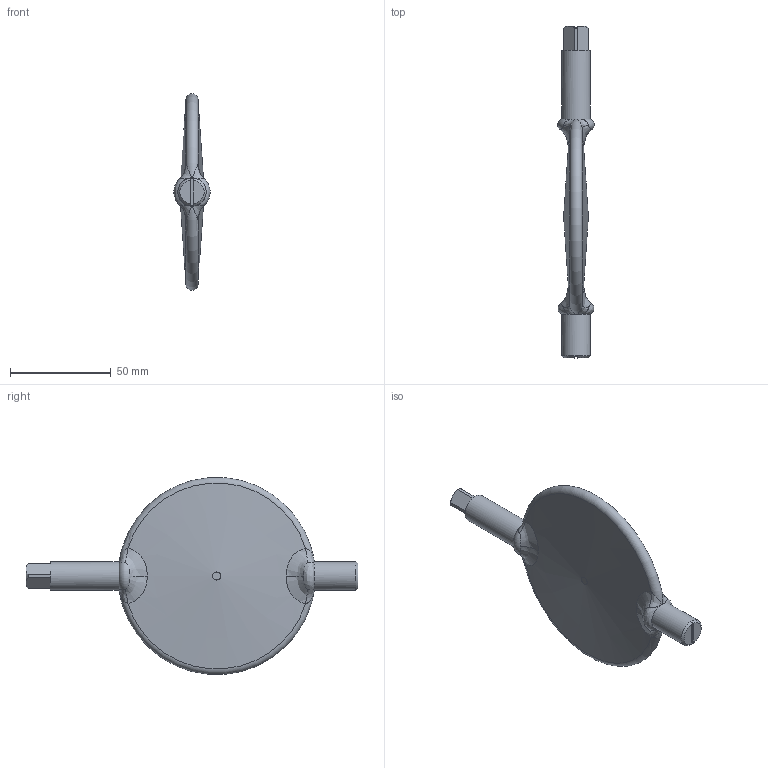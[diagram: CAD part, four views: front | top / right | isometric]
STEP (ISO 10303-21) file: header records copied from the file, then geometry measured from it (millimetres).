
FILE_DESCRIPTION((''),'2;1');
FILE_NAME('57501400X.stp','2010-10-21T13:31:48',('thilbrands'),(''),'Autodesk Inventor 2008','Autodesk Inventor 2008','');
FILE_SCHEMA(('AUTOMOTIVE_DESIGN { 1 0 10303 214 1 1 1 1 }'));
Length unit declared in the file: millimetre
Products named in the file (1): 57501100X
Bounding box: 17.99 x 164.5 x 97.44 mm (x, y, z)
Volume: 69337.5 mm3; surface area: 19575.7 mm2
Topology: 1 solids, 1 shells, 59 faces, 158 edges, 101 vertices
Faces by surface type: bspline 20, plane 20, cone 9, cylinder 6, torus 4
Full cylindrical faces by diameter (mm): 14 x2
Entity records: 3770 total; most frequent: CARTESIAN_POINT 2531, ORIENTED_EDGE 284, DIRECTION 206, EDGE_CURVE 142, VERTEX_POINT 94, AXIS2_PLACEMENT_3D 89, EDGE_LOOP 66, FACE_OUTER_BOUND 58
